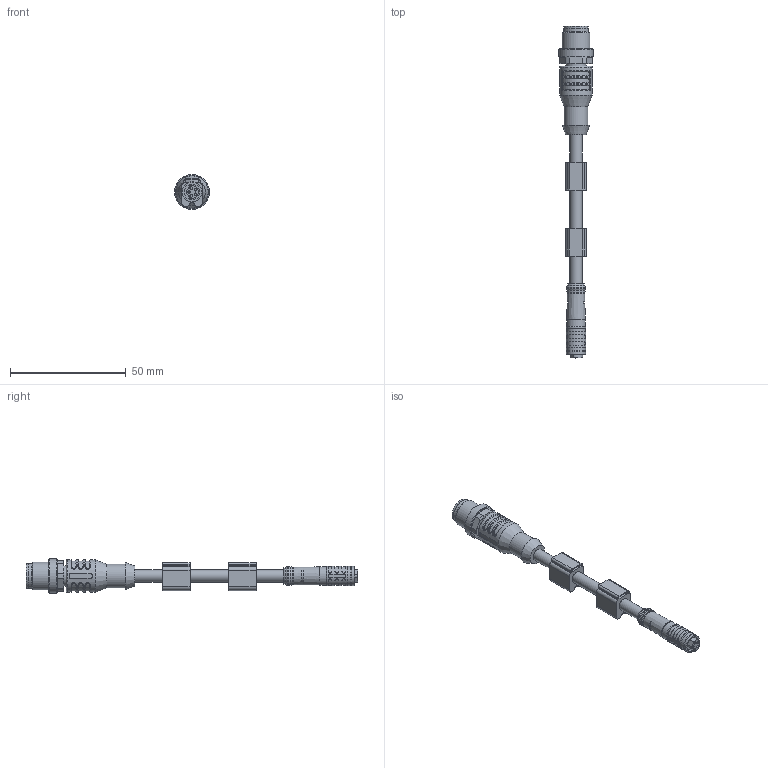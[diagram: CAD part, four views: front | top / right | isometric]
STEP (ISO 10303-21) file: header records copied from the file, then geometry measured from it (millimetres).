
FILE_DESCRIPTION(/* description */ (''),/* implementation_level */ '2;1');
FILE_NAME(/* name */ 'AL-KP4_5-L-AL-WAS4_5.stp',/* time_stamp */ '2019-01-15T11:24:02+01:00',/* author */ (''),/* organization */ (''),/* preprocessor_version */ 'ST-DEVELOPER v16',/* originating_system */ 'SIEMENS PLM Software NX 10.0',/* authorisation */ '');
FILE_SCHEMA (('AUTOMOTIVE_DESIGN { 1 0 10303 214 3 1 1 1 }'));
Length unit declared in the file: millimetre
Products named in the file (1): AL-KP4_5-L-AL-WAS4_5
Bounding box: 15 x 143.5 x 15 mm (x, y, z)
Volume: 9624 mm3; surface area: 6011.2 mm2
Topology: 1 solids, 1 shells, 437 faces, 1094 edges, 697 vertices
Faces by surface type: cylinder 158, plane 157, torus 39, extrusion 32, bspline 31, cone 15, sphere 5
Full cylindrical faces by diameter (mm): 1 x5, 1.1 x5, 2 x1, 5.2 x3, 6.9 x1, 7.5 x4, 8 x1, 8.3 x3, 8.4 x1, 8.7 x1, 10.2 x1, 10.5 x1, 10.8 x1, 12 x1, 14 x1, 15 x1
Entity records: 14784 total; most frequent: CARTESIAN_POINT 4870, DIRECTION 2011, ORIENTED_EDGE 2008, EDGE_CURVE 1004, AXIS2_PLACEMENT_3D 772, VERTEX_POINT 667, EDGE_LOOP 539, VECTOR 467
